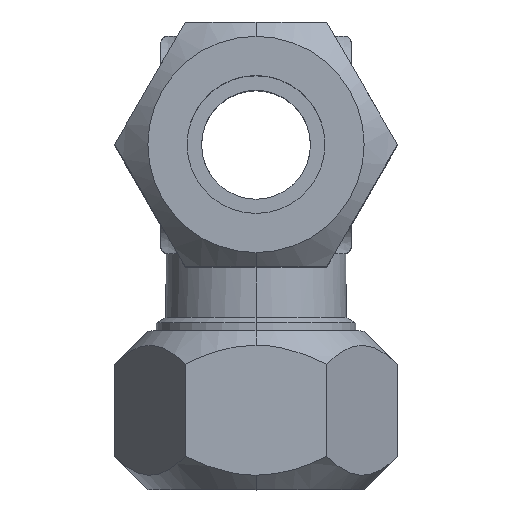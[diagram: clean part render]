
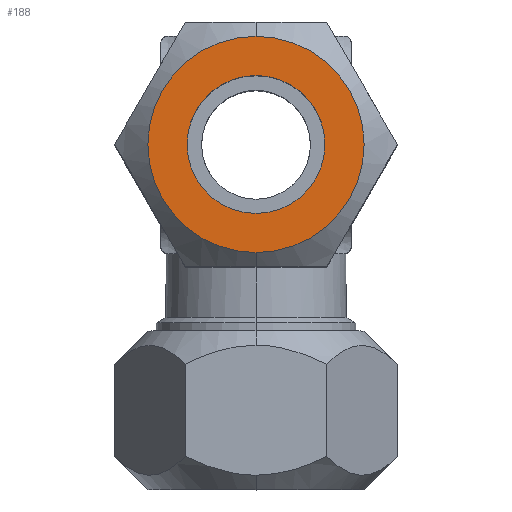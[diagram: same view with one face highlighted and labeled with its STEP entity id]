
A CAD part, top view. The second image highlights one B-rep face of the part: STEP entity #188.
In plain terms, the highlighted face is planar.
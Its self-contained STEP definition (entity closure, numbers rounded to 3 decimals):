
#188 = ADVANCED_FACE ( 'NONE', ( #938, #940 ), #936, .F. ) ;
#459 = VERTEX_POINT ( 'NONE', #1493 ) ;
#460 = VERTEX_POINT ( 'NONE', #1523 ) ;
#544 = EDGE_CURVE ( 'NONE', #459, #460, #1716, .T. ) ;
#920 = DIRECTION ( 'NONE',  ( 0., -1., 0. ) ) ;
#921 = DIRECTION ( 'NONE',  ( 0., 0., 1. ) ) ;
#922 = CARTESIAN_POINT ( 'NONE',  ( 0., 15.588, -23. ) ) ;
#936 = PLANE ( 'NONE',  #937 ) ;
#937 = AXIS2_PLACEMENT_3D ( 'NONE', #922, #921, #920 ) ;
#938 = FACE_BOUND ( 'NONE', #4418, .T. ) ;
#940 = FACE_OUTER_BOUND ( 'NONE', #4344, .T. ) ;
#1493 = CARTESIAN_POINT ( 'NONE',  ( 0., 7.6, -23. ) ) ;
#1523 = CARTESIAN_POINT ( 'NONE',  ( 0., -7.6, -23. ) ) ;
#1712 = DIRECTION ( 'NONE',  ( 0., -1., 0. ) ) ;
#1713 = DIRECTION ( 'NONE',  ( 0., 0., 1. ) ) ;
#1714 = CARTESIAN_POINT ( 'NONE',  ( 0., 0., -23. ) ) ;
#1715 = AXIS2_PLACEMENT_3D ( 'NONE', #1714, #1713, #1712 ) ;
#1716 = CIRCLE ( 'NONE', #1715, 7.6 ) ;
#2250 = DIRECTION ( 'NONE',  ( 0., -1., 0. ) ) ;
#2251 = DIRECTION ( 'NONE',  ( 0., 0., 1. ) ) ;
#2252 = CARTESIAN_POINT ( 'NONE',  ( 0., 0., -23. ) ) ;
#2253 = AXIS2_PLACEMENT_3D ( 'NONE', #2252, #2251, #2250 ) ;
#2258 = CIRCLE ( 'NONE', #2253, 11.917 ) ;
#2367 = CARTESIAN_POINT ( 'NONE',  ( 0., -11.917, -23. ) ) ;
#2368 = CARTESIAN_POINT ( 'NONE',  ( 0., 11.917, -23. ) ) ;
#3018 = DIRECTION ( 'NONE',  ( 0., -1., 0. ) ) ;
#3019 = DIRECTION ( 'NONE',  ( 0., 0., 1. ) ) ;
#3020 = CARTESIAN_POINT ( 'NONE',  ( 0., 0., -23. ) ) ;
#3021 = AXIS2_PLACEMENT_3D ( 'NONE', #3020, #3019, #3018 ) ;
#3022 = CIRCLE ( 'NONE', #3021, 11.917 ) ;
#3071 = DIRECTION ( 'NONE',  ( 0., -1., 0. ) ) ;
#3072 = DIRECTION ( 'NONE',  ( 0., 0., 1. ) ) ;
#3073 = CARTESIAN_POINT ( 'NONE',  ( 0., 0., -23. ) ) ;
#3074 = AXIS2_PLACEMENT_3D ( 'NONE', #3073, #3072, #3071 ) ;
#3082 = CIRCLE ( 'NONE', #3074, 7.6 ) ;
#3983 = EDGE_CURVE ( 'NONE', #4023, #4022, #2258, .T. ) ;
#4022 = VERTEX_POINT ( 'NONE', #2368 ) ;
#4023 = VERTEX_POINT ( 'NONE', #2367 ) ;
#4344 = EDGE_LOOP ( 'NONE', ( #4365, #4366 ) ) ;
#4365 = ORIENTED_EDGE ( 'NONE', *, *, #3983, .F. ) ;
#4366 = ORIENTED_EDGE ( 'NONE', *, *, #4368, .F. ) ;
#4368 = EDGE_CURVE ( 'NONE', #4022, #4023, #3022, .T. ) ;
#4374 = ORIENTED_EDGE ( 'NONE', *, *, #544, .T. ) ;
#4403 = ORIENTED_EDGE ( 'NONE', *, *, #4420, .T. ) ;
#4418 = EDGE_LOOP ( 'NONE', ( #4403, #4374 ) ) ;
#4420 = EDGE_CURVE ( 'NONE', #460, #459, #3082, .T. ) ;
